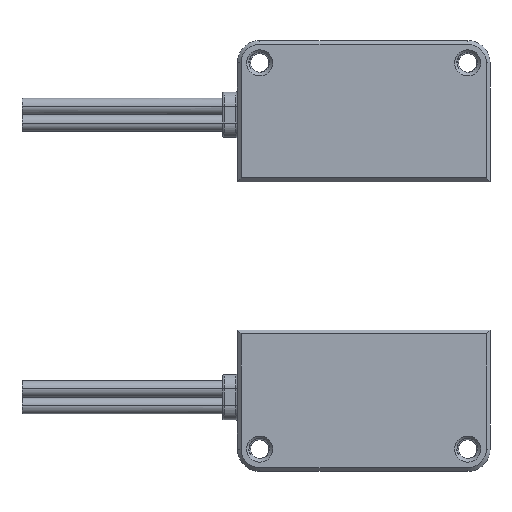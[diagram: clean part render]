
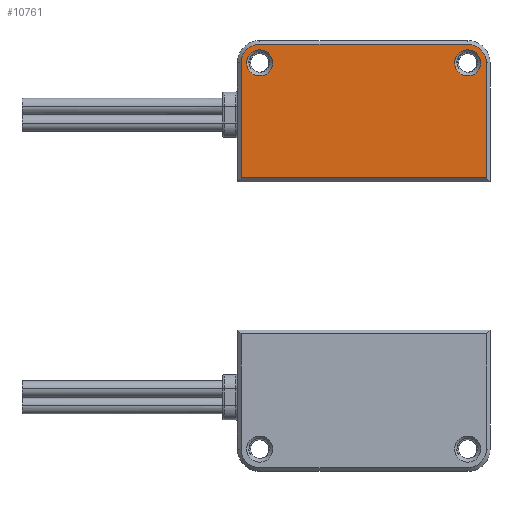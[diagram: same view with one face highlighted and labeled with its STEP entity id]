
A CAD part, top view. The second image highlights one B-rep face of the part: STEP entity #10761.
In plain terms, the highlighted face is planar.
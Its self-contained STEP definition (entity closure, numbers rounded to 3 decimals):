
#3685=CARTESIAN_POINT('',(-14.,-6.5,-3.));
#3686=DIRECTION('',(0.,0.,-1.));
#3687=DIRECTION('',(-1.,0.,0.));
#3688=AXIS2_PLACEMENT_3D('',#3685,#3686,#3687);
#3690=CARTESIAN_POINT('',(-14.,-6.5,-3.));
#3691=DIRECTION('',(0.,0.,-1.));
#3692=DIRECTION('',(1.,0.,0.));
#3693=AXIS2_PLACEMENT_3D('',#3690,#3691,#3692);
#3695=CARTESIAN_POINT('',(14.,-6.5,-3.));
#3696=DIRECTION('',(0.,0.,-1.));
#3697=DIRECTION('',(-1.,0.,0.));
#3698=AXIS2_PLACEMENT_3D('',#3695,#3696,#3697);
#3700=CARTESIAN_POINT('',(14.,-6.5,-3.));
#3701=DIRECTION('',(0.,0.,-1.));
#3702=DIRECTION('',(1.,0.,0.));
#3703=AXIS2_PLACEMENT_3D('',#3700,#3701,#3702);
#3705=DIRECTION('',(0.,1.,0.));
#3706=VECTOR('',#3705,15.5);
#3707=CARTESIAN_POINT('',(-16.5,-6.5,
-3.));
#3708=LINE('',#3707,#3706);
#3709=CARTESIAN_POINT('',(-14.,-6.5,-3.));
#3710=DIRECTION('',(0.,0.,-1.));
#3711=DIRECTION('',(0.,-1.,0.));
#3712=AXIS2_PLACEMENT_3D('',#3709,#3710,#3711);
#3714=DIRECTION('',(-1.,0.,0.));
#3715=VECTOR('',#3714,28.);
#3716=CARTESIAN_POINT('',(14.,-9.,
-3.));
#3717=LINE('',#3716,#3715);
#3718=CARTESIAN_POINT('',(14.,-6.5,-3.));
#3719=DIRECTION('',(0.,0.,-1.));
#3720=DIRECTION('',(1.,0.,0.));
#3721=AXIS2_PLACEMENT_3D('',#3718,#3719,#3720);
#3723=DIRECTION('',(0.,-1.,0.));
#3724=VECTOR('',#3723,15.5);
#3725=CARTESIAN_POINT('',(16.5,9.,-3.));
#3726=LINE('',#3725,#3724);
#3727=DIRECTION('',(1.,0.,0.));
#3728=VECTOR('',#3727,33.);
#3729=CARTESIAN_POINT('',(-16.5,9.,-3.));
#3730=LINE('',#3729,#3728);
#6118=CARTESIAN_POINT('',(-16.5,-6.5,
-3.));
#6119=CARTESIAN_POINT('',(-16.5,9.,-3.));
#6120=VERTEX_POINT('',#6118);
#6121=VERTEX_POINT('',#6119);
#6122=CARTESIAN_POINT('',(-14.,-9.,-3.));
#6123=VERTEX_POINT('',#6122);
#6126=CARTESIAN_POINT('',(14.,-9.,
-3.));
#6127=VERTEX_POINT('',#6126);
#6130=CARTESIAN_POINT('',(16.5,-6.5,-3.));
#6131=VERTEX_POINT('',#6130);
#6134=CARTESIAN_POINT('',(16.5,9.,-3.));
#6135=VERTEX_POINT('',#6134);
#6546=CARTESIAN_POINT('',(12.25,-6.5,-3.));
#6547=CARTESIAN_POINT('',(15.75,-6.5,-3.));
#6548=VERTEX_POINT('',#6546);
#6549=VERTEX_POINT('',#6547);
#6611=CARTESIAN_POINT('',(-15.75,-6.5,-3.));
#6612=CARTESIAN_POINT('',(-12.25,-6.5,-3.));
#6613=VERTEX_POINT('',#6611);
#6614=VERTEX_POINT('',#6612);
#10732=CARTESIAN_POINT('',(0.,0.,-3.));
#10733=DIRECTION('',(0.,0.,1.));
#10734=DIRECTION('',(1.,0.,0.));
#10735=AXIS2_PLACEMENT_3D('',#10732,#10733,#10734);
#10736=PLANE('',#10735);
#10738=ORIENTED_EDGE('',*,*,#10737,.F.);
#10740=ORIENTED_EDGE('',*,*,#10739,.F.);
#10742=ORIENTED_EDGE('',*,*,#10741,.F.);
#10744=ORIENTED_EDGE('',*,*,#10743,.F.);
#10746=ORIENTED_EDGE('',*,*,#10745,.F.);
#10748=ORIENTED_EDGE('',*,*,#10747,.F.);
#10749=EDGE_LOOP('',(#10738,#10740,#10742,#10744,#10746,#10748));
#10750=FACE_OUTER_BOUND('',#10749,.F.);
#10752=ORIENTED_EDGE('',*,*,#10751,.T.);
#10754=ORIENTED_EDGE('',*,*,#10753,.T.);
#10755=EDGE_LOOP('',(#10752,#10754));
#10756=FACE_BOUND('',#10755,.F.);
#10757=ORIENTED_EDGE('',*,*,#9958,.T.);
#10758=ORIENTED_EDGE('',*,*,#10727,.T.);
#10759=EDGE_LOOP('',(#10757,#10758));
#10760=FACE_BOUND('',#10759,.F.);
#10761=ADVANCED_FACE('',(#10750,#10756,#10760),#10736,.F.);
#3689=CIRCLE('',#3688,1.75);
#3694=CIRCLE('',#3693,1.75);
#3699=CIRCLE('',#3698,1.75);
#3704=CIRCLE('',#3703,1.75);
#3713=CIRCLE('',#3712,2.5);
#3722=CIRCLE('',#3721,2.5);
#9958=EDGE_CURVE('',#6613,#6614,#3689,.T.);
#10727=EDGE_CURVE('',#6614,#6613,#3694,.T.);
#10737=EDGE_CURVE('',#6120,#6121,#3708,.T.);
#10739=EDGE_CURVE('',#6123,#6120,#3713,.T.);
#10741=EDGE_CURVE('',#6127,#6123,#3717,.T.);
#10743=EDGE_CURVE('',#6131,#6127,#3722,.T.);
#10745=EDGE_CURVE('',#6135,#6131,#3726,.T.);
#10747=EDGE_CURVE('',#6121,#6135,#3730,.T.);
#10751=EDGE_CURVE('',#6548,#6549,#3699,.T.);
#10753=EDGE_CURVE('',#6549,#6548,#3704,.T.);
